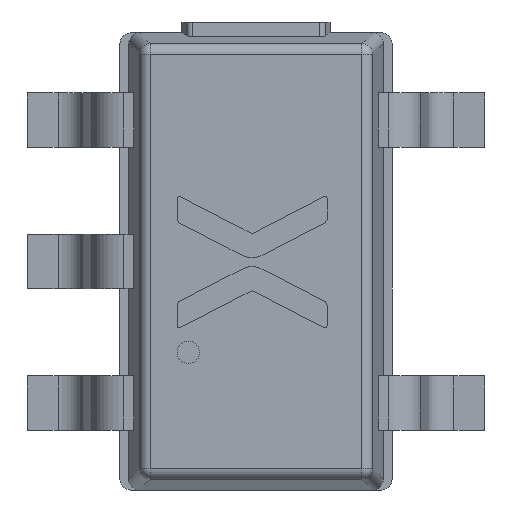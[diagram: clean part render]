
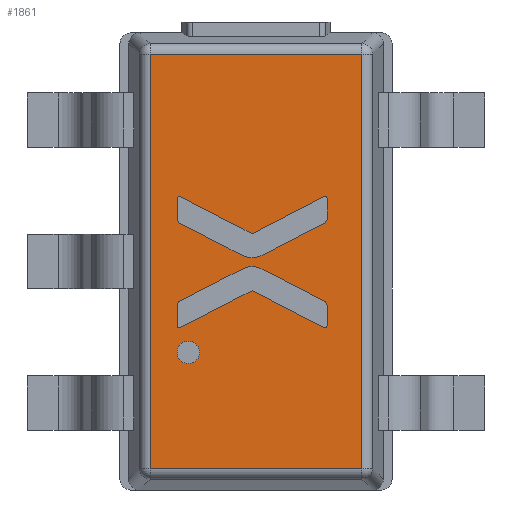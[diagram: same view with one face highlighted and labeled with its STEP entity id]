
A CAD part, top view. The second image highlights one B-rep face of the part: STEP entity #1861.
In plain terms, the highlighted face is planar.
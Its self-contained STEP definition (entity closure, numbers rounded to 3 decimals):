
#39=FACE_BOUND('',#289,.T.);
#40=FACE_BOUND('',#290,.T.);
#41=FACE_BOUND('',#291,.T.);
#77=CIRCLE('',#2025,0.01);
#79=CIRCLE('',#2028,0.01);
#81=CIRCLE('',#2031,0.052);
#83=CIRCLE('',#2034,0.1);
#85=CIRCLE('',#2037,0.027);
#86=CIRCLE('',#2038,0.027);
#87=CIRCLE('',#2039,0.1);
#88=CIRCLE('',#2040,0.027);
#89=CIRCLE('',#2041,0.01);
#90=CIRCLE('',#2042,0.01);
#91=CIRCLE('',#2043,0.027);
#181=FACE_OUTER_BOUND('',#288,.T.);
#288=EDGE_LOOP('',(#1352,#1353,#1354,#1355));
#289=EDGE_LOOP('',(#1356,#1357,#1358,#1359,#1360,#1361,#1362,#1363,#1364,
#1365,#1366));
#290=EDGE_LOOP('',(#1367));
#291=EDGE_LOOP('',(#1368,#1369,#1370,#1371,#1372,#1373,#1374,#1375,#1376,
#1377,#1378));
#423=LINE('',#2886,#625);
#424=LINE('',#2888,#626);
#425=LINE('',#2890,#627);
#426=LINE('',#2891,#628);
#427=LINE('',#2895,#629);
#428=LINE('',#2897,#630);
#429=LINE('',#2898,#631);
#430=LINE('',#2900,#632);
#431=LINE('',#2904,#633);
#432=LINE('',#2907,#634);
#433=LINE('',#2909,#635);
#434=LINE('',#2913,#636);
#435=LINE('',#2917,#637);
#436=LINE('',#2919,#638);
#437=LINE('',#2923,#639);
#438=LINE('',#2926,#640);
#625=VECTOR('',#2324,1000.);
#626=VECTOR('',#2325,1000.);
#627=VECTOR('',#2326,1000.);
#628=VECTOR('',#2327,1000.);
#629=VECTOR('',#2330,1000.);
#630=VECTOR('',#2331,1000.);
#631=VECTOR('',#2332,1000.);
#632=VECTOR('',#2333,1000.);
#633=VECTOR('',#2336,1000.);
#634=VECTOR('',#2339,1000.);
#635=VECTOR('',#2340,1000.);
#636=VECTOR('',#2343,1000.);
#637=VECTOR('',#2346,1000.);
#638=VECTOR('',#2347,1000.);
#639=VECTOR('',#2350,1000.);
#640=VECTOR('',#2353,1000.);
#818=VERTEX_POINT('',#2851);
#819=VERTEX_POINT('',#2852);
#822=VERTEX_POINT('',#2860);
#823=VERTEX_POINT('',#2861);
#826=VERTEX_POINT('',#2869);
#828=VERTEX_POINT('',#2875);
#829=VERTEX_POINT('',#2876);
#832=VERTEX_POINT('',#2884);
#833=VERTEX_POINT('',#2885);
#834=VERTEX_POINT('',#2887);
#835=VERTEX_POINT('',#2889);
#836=VERTEX_POINT('',#2892);
#837=VERTEX_POINT('',#2893);
#838=VERTEX_POINT('',#2896);
#839=VERTEX_POINT('',#2899);
#840=VERTEX_POINT('',#2901);
#841=VERTEX_POINT('',#2903);
#842=VERTEX_POINT('',#2905);
#843=VERTEX_POINT('',#2908);
#844=VERTEX_POINT('',#2910);
#845=VERTEX_POINT('',#2912);
#846=VERTEX_POINT('',#2914);
#847=VERTEX_POINT('',#2916);
#848=VERTEX_POINT('',#2918);
#849=VERTEX_POINT('',#2920);
#850=VERTEX_POINT('',#2922);
#851=VERTEX_POINT('',#2924);
#1012=EDGE_CURVE('',#818,#819,#77,.T.);
#1016=EDGE_CURVE('',#822,#823,#79,.T.);
#1020=EDGE_CURVE('',#826,#826,#81,.T.);
#1023=EDGE_CURVE('',#828,#829,#83,.T.);
#1027=EDGE_CURVE('',#832,#833,#423,.T.);
#1028=EDGE_CURVE('',#833,#834,#424,.T.);
#1029=EDGE_CURVE('',#834,#835,#425,.T.);
#1030=EDGE_CURVE('',#835,#832,#426,.T.);
#1031=EDGE_CURVE('',#836,#837,#85,.T.);
#1032=EDGE_CURVE('',#819,#836,#427,.T.);
#1033=EDGE_CURVE('',#838,#818,#428,.T.);
#1034=EDGE_CURVE('',#823,#838,#429,.T.);
#1035=EDGE_CURVE('',#839,#822,#430,.T.);
#1036=EDGE_CURVE('',#840,#839,#86,.T.);
#1037=EDGE_CURVE('',#841,#840,#431,.T.);
#1038=EDGE_CURVE('',#842,#841,#87,.T.);
#1039=EDGE_CURVE('',#837,#842,#432,.T.);
#1040=EDGE_CURVE('',#843,#828,#433,.T.);
#1041=EDGE_CURVE('',#844,#843,#88,.T.);
#1042=EDGE_CURVE('',#845,#844,#434,.T.);
#1043=EDGE_CURVE('',#846,#845,#89,.T.);
#1044=EDGE_CURVE('',#847,#846,#435,.T.);
#1045=EDGE_CURVE('',#848,#847,#436,.T.);
#1046=EDGE_CURVE('',#849,#848,#90,.T.);
#1047=EDGE_CURVE('',#850,#849,#437,.T.);
#1048=EDGE_CURVE('',#851,#850,#91,.T.);
#1049=EDGE_CURVE('',#829,#851,#438,.T.);
#1352=ORIENTED_EDGE('',*,*,#1027,.T.);
#1353=ORIENTED_EDGE('',*,*,#1028,.T.);
#1354=ORIENTED_EDGE('',*,*,#1029,.T.);
#1355=ORIENTED_EDGE('',*,*,#1030,.T.);
#1356=ORIENTED_EDGE('',*,*,#1031,.F.);
#1357=ORIENTED_EDGE('',*,*,#1032,.F.);
#1358=ORIENTED_EDGE('',*,*,#1012,.F.);
#1359=ORIENTED_EDGE('',*,*,#1033,.F.);
#1360=ORIENTED_EDGE('',*,*,#1034,.F.);
#1361=ORIENTED_EDGE('',*,*,#1016,.F.);
#1362=ORIENTED_EDGE('',*,*,#1035,.F.);
#1363=ORIENTED_EDGE('',*,*,#1036,.F.);
#1364=ORIENTED_EDGE('',*,*,#1037,.F.);
#1365=ORIENTED_EDGE('',*,*,#1038,.F.);
#1366=ORIENTED_EDGE('',*,*,#1039,.F.);
#1367=ORIENTED_EDGE('',*,*,#1020,.F.);
#1368=ORIENTED_EDGE('',*,*,#1023,.F.);
#1369=ORIENTED_EDGE('',*,*,#1040,.F.);
#1370=ORIENTED_EDGE('',*,*,#1041,.F.);
#1371=ORIENTED_EDGE('',*,*,#1042,.F.);
#1372=ORIENTED_EDGE('',*,*,#1043,.F.);
#1373=ORIENTED_EDGE('',*,*,#1044,.F.);
#1374=ORIENTED_EDGE('',*,*,#1045,.F.);
#1375=ORIENTED_EDGE('',*,*,#1046,.F.);
#1376=ORIENTED_EDGE('',*,*,#1047,.F.);
#1377=ORIENTED_EDGE('',*,*,#1048,.F.);
#1378=ORIENTED_EDGE('',*,*,#1049,.F.);
#1778=PLANE('',#2036);
#1861=ADVANCED_FACE('',(#181,#39,#40,#41),#1778,.F.);
#2025=AXIS2_PLACEMENT_3D('',#2853,#2293,#2294);
#2028=AXIS2_PLACEMENT_3D('',#2862,#2301,#2302);
#2031=AXIS2_PLACEMENT_3D('',#2870,#2309,#2310);
#2034=AXIS2_PLACEMENT_3D('',#2877,#2316,#2317);
#2036=AXIS2_PLACEMENT_3D('',#2883,#2322,#2323);
#2037=AXIS2_PLACEMENT_3D('',#2894,#2328,#2329);
#2038=AXIS2_PLACEMENT_3D('',#2902,#2334,#2335);
#2039=AXIS2_PLACEMENT_3D('',#2906,#2337,#2338);
#2040=AXIS2_PLACEMENT_3D('',#2911,#2341,#2342);
#2041=AXIS2_PLACEMENT_3D('',#2915,#2344,#2345);
#2042=AXIS2_PLACEMENT_3D('',#2921,#2348,#2349);
#2043=AXIS2_PLACEMENT_3D('',#2925,#2351,#2352);
#2293=DIRECTION('center_axis',(0.,1.,0.));
#2294=DIRECTION('ref_axis',(0.,0.,-1.));
#2301=DIRECTION('center_axis',(0.,1.,0.));
#2302=DIRECTION('ref_axis',(0.,0.,-1.));
#2309=DIRECTION('center_axis',(0.,1.,0.));
#2310=DIRECTION('ref_axis',(0.,0.,-1.));
#2316=DIRECTION('center_axis',(0.,1.,0.));
#2317=DIRECTION('ref_axis',(0.,0.,-1.));
#2322=DIRECTION('center_axis',(0.,-1.,0.));
#2323=DIRECTION('ref_axis',(0.,0.,-1.));
#2324=DIRECTION('',(0.,0.,1.));
#2325=DIRECTION('',(1.,0.,0.));
#2326=DIRECTION('',(0.,0.,-1.));
#2327=DIRECTION('',(-1.,0.,0.));
#2328=DIRECTION('center_axis',(0.,1.,0.));
#2329=DIRECTION('ref_axis',(0.,0.,-1.));
#2330=DIRECTION('',(1.,0.,0.));
#2331=DIRECTION('',(-0.456,0.,0.89));
#2332=DIRECTION('',(0.456,0.,0.89));
#2333=DIRECTION('',(-1.,0.,0.));
#2334=DIRECTION('center_axis',(0.,1.,0.));
#2335=DIRECTION('ref_axis',(0.,0.,-1.));
#2336=DIRECTION('',(-0.456,0.,-0.89));
#2337=DIRECTION('center_axis',(0.,1.,0.));
#2338=DIRECTION('ref_axis',(0.,0.,-1.));
#2339=DIRECTION('',(0.456,0.,-0.89));
#2340=DIRECTION('',(-0.456,0.,0.89));
#2341=DIRECTION('center_axis',(0.,1.,0.));
#2342=DIRECTION('ref_axis',(0.,0.,-1.));
#2343=DIRECTION('',(-1.,0.,0.));
#2344=DIRECTION('center_axis',(0.,1.,0.));
#2345=DIRECTION('ref_axis',(0.,0.,-1.));
#2346=DIRECTION('',(0.456,0.,-0.89));
#2347=DIRECTION('',(-0.456,0.,-0.89));
#2348=DIRECTION('center_axis',(0.,1.,0.));
#2349=DIRECTION('ref_axis',(0.,0.,-1.));
#2350=DIRECTION('',(1.,0.,0.));
#2351=DIRECTION('center_axis',(0.,1.,0.));
#2352=DIRECTION('ref_axis',(0.,0.,-1.));
#2353=DIRECTION('',(0.456,0.,0.89));
#2851=CARTESIAN_POINT('',(0.753,0.32,-0.237));
#2852=CARTESIAN_POINT('',(0.762,0.32,-0.222));
#2853=CARTESIAN_POINT('Origin',(0.762,0.32,-0.232));
#2860=CARTESIAN_POINT('',(0.762,0.32,-0.912));
#2861=CARTESIAN_POINT('',(0.753,0.32,-0.897));
#2862=CARTESIAN_POINT('Origin',(0.762,0.32,-0.902));
#2869=CARTESIAN_POINT('',(1.52,0.32,-0.274));
#2870=CARTESIAN_POINT('Origin',(1.468,0.32,-0.274));
#2875=CARTESIAN_POINT('',(1.085,0.32,-0.613));
#2876=CARTESIAN_POINT('',(1.085,0.32,-0.521));
#2877=CARTESIAN_POINT('Origin',(1.174,0.32,-0.567));
#2883=CARTESIAN_POINT('Origin',(0.,0.32,0.));
#2884=CARTESIAN_POINT('',(0.098,0.32,-1.072));
#2885=CARTESIAN_POINT('',(0.098,0.32,-0.098));
#2886=CARTESIAN_POINT('',(0.098,0.32,0.));
#2887=CARTESIAN_POINT('',(2.002,0.32,-0.098));
#2888=CARTESIAN_POINT('',(0.,0.32,-0.098));
#2889=CARTESIAN_POINT('',(2.002,0.32,-1.072));
#2890=CARTESIAN_POINT('',(2.002,0.32,0.));
#2891=CARTESIAN_POINT('',(0.,0.32,-1.072));
#2892=CARTESIAN_POINT('',(0.852,0.32,-0.222));
#2893=CARTESIAN_POINT('',(0.876,0.32,-0.237));
#2894=CARTESIAN_POINT('Origin',(0.852,0.32,-0.25));
#2895=CARTESIAN_POINT('',(0.,0.32,-0.222));
#2896=CARTESIAN_POINT('',(0.923,0.32,-0.567));
#2897=CARTESIAN_POINT('',(0.5,0.32,0.257));
#2898=CARTESIAN_POINT('',(0.961,0.32,-0.493));
#2899=CARTESIAN_POINT('',(0.852,0.32,-0.912));
#2900=CARTESIAN_POINT('',(0.,0.32,-0.912));
#2901=CARTESIAN_POINT('',(0.876,0.32,-0.897));
#2902=CARTESIAN_POINT('Origin',(0.852,0.32,-0.884));
#2903=CARTESIAN_POINT('',(1.022,0.32,-0.613));
#2904=CARTESIAN_POINT('',(1.058,0.32,-0.542));
#2905=CARTESIAN_POINT('',(1.022,0.32,-0.521));
#2906=CARTESIAN_POINT('Origin',(0.933,0.32,-0.567));
#2907=CARTESIAN_POINT('',(0.598,0.32,0.306));
#2908=CARTESIAN_POINT('',(1.231,0.32,-0.897));
#2909=CARTESIAN_POINT('',(0.611,0.32,0.313));
#2910=CARTESIAN_POINT('',(1.255,0.32,-0.912));
#2911=CARTESIAN_POINT('Origin',(1.255,0.32,-0.884));
#2912=CARTESIAN_POINT('',(1.345,0.32,-0.912));
#2913=CARTESIAN_POINT('',(0.,0.32,-0.912));
#2914=CARTESIAN_POINT('',(1.354,0.32,-0.897));
#2915=CARTESIAN_POINT('Origin',(1.345,0.32,-0.902));
#2916=CARTESIAN_POINT('',(1.185,0.32,-0.567));
#2917=CARTESIAN_POINT('',(0.708,0.32,0.363));
#2918=CARTESIAN_POINT('',(1.354,0.32,-0.237));
#2919=CARTESIAN_POINT('',(1.168,0.32,-0.599));
#2920=CARTESIAN_POINT('',(1.345,0.32,-0.222));
#2921=CARTESIAN_POINT('Origin',(1.345,0.32,-0.232));
#2922=CARTESIAN_POINT('',(1.255,0.32,-0.222));
#2923=CARTESIAN_POINT('',(0.,0.32,-0.222));
#2924=CARTESIAN_POINT('',(1.231,0.32,-0.237));
#2925=CARTESIAN_POINT('Origin',(1.255,0.32,-0.25));
#2926=CARTESIAN_POINT('',(1.071,0.32,-0.549));
